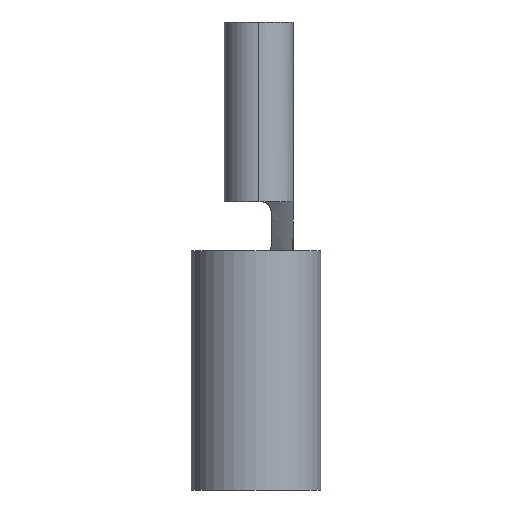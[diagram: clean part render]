
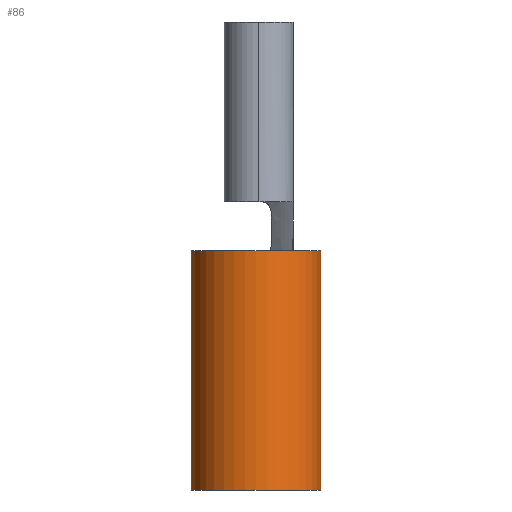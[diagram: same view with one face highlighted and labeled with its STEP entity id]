
A CAD part, left-side view. The second image highlights one B-rep face of the part: STEP entity #86.
In plain terms, the highlighted cylindrical face has radius 2.794 mm (diameter 5.588 mm), a partial arc.
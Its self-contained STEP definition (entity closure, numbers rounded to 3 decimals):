
#86=ADVANCED_FACE('',(#184),#185,.T.);
#184=FACE_OUTER_BOUND('',#525,.T.);
#185=CYLINDRICAL_SURFACE('',#526,2.794);
#525=EDGE_LOOP('',(#916,#917,#918,#919));
#526=AXIS2_PLACEMENT_3D('',#920,#921,#922);
#916=ORIENTED_EDGE('',*,*,#1133,.T.);
#917=ORIENTED_EDGE('',*,*,#1136,.T.);
#918=ORIENTED_EDGE('',*,*,#1138,.F.);
#919=ORIENTED_EDGE('',*,*,#1137,.F.);
#920=CARTESIAN_POINT('',(0.0,1.615,-9.365));
#921=DIRECTION('',(-0.0,0.0,1.0));
#922=DIRECTION('',(0.0,-1.0,0.0));
#1133=EDGE_CURVE('',#1343,#1344,#1345,.T.);
#1136=EDGE_CURVE('',#1344,#1348,#1350,.T.);
#1137=EDGE_CURVE('',#1343,#1347,#1351,.T.);
#1138=EDGE_CURVE('',#1347,#1348,#1352,.T.);
#1343=VERTEX_POINT('',#1817);
#1344=VERTEX_POINT('',#1818);
#1345=CIRCLE('',#1819,2.794);
#1347=VERTEX_POINT('',#1821);
#1348=VERTEX_POINT('',#1822);
#1350=LINE('',#1824,#1825);
#1351=LINE('',#1826,#1827);
#1352=CIRCLE('',#1828,2.794);
#1817=CARTESIAN_POINT('',(0.0,-1.179,-9.881));
#1818=CARTESIAN_POINT('',(0.0,4.409,-9.881));
#1819=AXIS2_PLACEMENT_3D('',#2042,#2043,#2044);
#1821=CARTESIAN_POINT('',(0.0,-1.179,-20.193));
#1822=CARTESIAN_POINT('',(0.0,4.409,-20.193));
#1824=CARTESIAN_POINT('',(0.0,4.409,-9.881));
#1825=VECTOR('',#2051,10.312);
#1826=CARTESIAN_POINT('',(0.0,-1.179,-9.881));
#1827=VECTOR('',#2052,10.312);
#1828=AXIS2_PLACEMENT_3D('',#2053,#2054,#2055);
#2042=CARTESIAN_POINT('',(0.0,1.615,-9.881));
#2043=DIRECTION('',(0.0,0.0,-1.0));
#2044=DIRECTION('',(0.0,-1.0,0.0));
#2051=DIRECTION('',(0.0,0.0,-1.0));
#2052=DIRECTION('',(0.0,0.0,-1.0));
#2053=CARTESIAN_POINT('',(0.0,1.615,-20.193));
#2054=DIRECTION('',(0.0,0.0,-1.0));
#2055=DIRECTION('',(0.0,-1.0,0.0));
